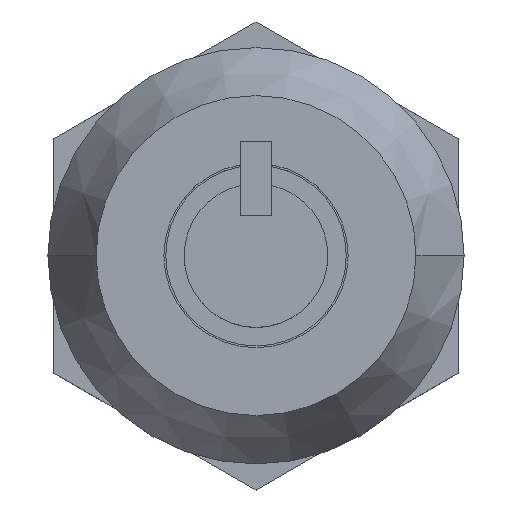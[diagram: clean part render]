
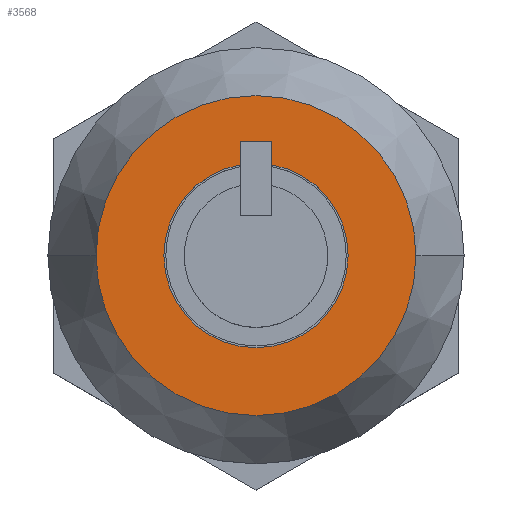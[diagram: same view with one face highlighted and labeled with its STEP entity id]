
A CAD part, top view. The second image highlights one B-rep face of the part: STEP entity #3568.
In plain terms, the highlighted planar face has unit normal (0, 0, 1).
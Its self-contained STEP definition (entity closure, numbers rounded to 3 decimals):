
#11 = CARTESIAN_POINT ( 'NONE',  ( 0.85, 5., 0. ) ) ;
#48 = DIRECTION ( 'NONE',  ( 0., 0., 1. ) ) ;
#146 = EDGE_CURVE ( 'NONE', #1495, #331, #5346, .T. ) ;
#308 = CARTESIAN_POINT ( 'NONE',  ( 8.685, 0., 0. ) ) ;
#331 = VERTEX_POINT ( 'NONE', #308 ) ;
#345 = CIRCLE ( 'NONE', #3655, 5. ) ;
#498 = CARTESIAN_POINT ( 'NONE',  ( 0.85, 6.2, 0. ) ) ;
#510 = VERTEX_POINT ( 'NONE', #498 ) ;
#629 = VERTEX_POINT ( 'NONE', #1190 ) ;
#783 = VERTEX_POINT ( 'NONE', #3003 ) ;
#853 = EDGE_CURVE ( 'NONE', #3705, #6734, #6612, .T. ) ;
#1046 = DIRECTION ( 'NONE',  ( 0., -1., 0. ) ) ;
#1100 = CARTESIAN_POINT ( 'NONE',  ( 0., 0., 0. ) ) ;
#1127 = DIRECTION ( 'NONE',  ( 1., 0., 0. ) ) ;
#1190 = CARTESIAN_POINT ( 'NONE',  ( 0.85, 4.927, 0. ) ) ;
#1198 = AXIS2_PLACEMENT_3D ( 'NONE', #3216, #48, #2694 ) ;
#1452 = EDGE_CURVE ( 'NONE', #510, #629, #6187, .T. ) ;
#1460 = AXIS2_PLACEMENT_3D ( 'NONE', #5375, #3768, #2236 ) ;
#1474 = LINE ( 'NONE', #3084, #2697 ) ;
#1495 = VERTEX_POINT ( 'NONE', #4660 ) ;
#1627 = DIRECTION ( 'NONE',  ( 0., 0., 1. ) ) ;
#1641 = DIRECTION ( 'NONE',  ( -1., 0., 0. ) ) ;
#1642 = VERTEX_POINT ( 'NONE', #5329 ) ;
#1704 = PLANE ( 'NONE',  #1460 ) ;
#1909 = ORIENTED_EDGE ( 'NONE', *, *, #2797, .F. ) ;
#1939 = CARTESIAN_POINT ( 'NONE',  ( 5., 0., 0. ) ) ;
#1953 = EDGE_CURVE ( 'NONE', #510, #1642, #1474, .T. ) ;
#2026 = DIRECTION ( 'NONE',  ( 0., -1., 0. ) ) ;
#2049 = EDGE_CURVE ( 'NONE', #331, #1495, #4016, .T. ) ;
#2135 = EDGE_LOOP ( 'NONE', ( #4532, #5686, #2299, #5766, #1909, #2540 ) ) ;
#2236 = DIRECTION ( 'NONE',  ( -1., 0., 0. ) ) ;
#2246 = DIRECTION ( 'NONE',  ( 0., 0., 1. ) ) ;
#2299 = ORIENTED_EDGE ( 'NONE', *, *, #1953, .F. ) ;
#2373 = CIRCLE ( 'NONE', #6409, 5. ) ;
#2540 = ORIENTED_EDGE ( 'NONE', *, *, #853, .F. ) ;
#2544 = EDGE_CURVE ( 'NONE', #783, #3705, #345, .T. ) ;
#2694 = DIRECTION ( 'NONE',  ( 1., 0., 0. ) ) ;
#2697 = VECTOR ( 'NONE', #1641, 1000. ) ;
#2797 = EDGE_CURVE ( 'NONE', #6734, #629, #2373, .T. ) ;
#3003 = CARTESIAN_POINT ( 'NONE',  ( -0.85, 4.927, 0. ) ) ;
#3084 = CARTESIAN_POINT ( 'NONE',  ( -0.85, 6.2, 0. ) ) ;
#3153 = CARTESIAN_POINT ( 'NONE',  ( -0.85, 0., 0. ) ) ;
#3216 = CARTESIAN_POINT ( 'NONE',  ( 0., 0., 0. ) ) ;
#3378 = AXIS2_PLACEMENT_3D ( 'NONE', #5146, #4183, #4626 ) ;
#3568 = ADVANCED_FACE ( 'NONE', ( #5828, #3681 ), #1704, .F. ) ;
#3640 = VECTOR ( 'NONE', #1046, 1000. ) ;
#3654 = EDGE_LOOP ( 'NONE', ( #6305, #5267 ) ) ;
#3655 = AXIS2_PLACEMENT_3D ( 'NONE', #6402, #1627, #1127 ) ;
#3681 = FACE_OUTER_BOUND ( 'NONE', #3654, .T. ) ;
#3705 = VERTEX_POINT ( 'NONE', #3916 ) ;
#3768 = DIRECTION ( 'NONE',  ( 0., 0., -1. ) ) ;
#3779 = DIRECTION ( 'NONE',  ( 1., 0., 0. ) ) ;
#3916 = CARTESIAN_POINT ( 'NONE',  ( -5., 0., 0. ) ) ;
#4016 = CIRCLE ( 'NONE', #5658, 8.685 ) ;
#4183 = DIRECTION ( 'NONE',  ( 0., 0., 1. ) ) ;
#4496 = CARTESIAN_POINT ( 'NONE',  ( 0., 0., 0. ) ) ;
#4532 = ORIENTED_EDGE ( 'NONE', *, *, #2544, .F. ) ;
#4626 = DIRECTION ( 'NONE',  ( 1., 0., 0. ) ) ;
#4660 = CARTESIAN_POINT ( 'NONE',  ( -8.685, 0., 0. ) ) ;
#5058 = LINE ( 'NONE', #3153, #3640 ) ;
#5146 = CARTESIAN_POINT ( 'NONE',  ( 0., 0., 0. ) ) ;
#5267 = ORIENTED_EDGE ( 'NONE', *, *, #2049, .T. ) ;
#5329 = CARTESIAN_POINT ( 'NONE',  ( -0.85, 6.2, 0. ) ) ;
#5346 = CIRCLE ( 'NONE', #1198, 8.685 ) ;
#5375 = CARTESIAN_POINT ( 'NONE',  ( 0., 5., 0. ) ) ;
#5459 = EDGE_CURVE ( 'NONE', #1642, #783, #5058, .T. ) ;
#5612 = DIRECTION ( 'NONE',  ( 0., 0., 1. ) ) ;
#5658 = AXIS2_PLACEMENT_3D ( 'NONE', #1100, #2246, #3779 ) ;
#5686 = ORIENTED_EDGE ( 'NONE', *, *, #5459, .F. ) ;
#5766 = ORIENTED_EDGE ( 'NONE', *, *, #1452, .T. ) ;
#5828 = FACE_BOUND ( 'NONE', #2135, .T. ) ;
#6094 = VECTOR ( 'NONE', #2026, 1000. ) ;
#6143 = DIRECTION ( 'NONE',  ( 1., 0., 0. ) ) ;
#6187 = LINE ( 'NONE', #11, #6094 ) ;
#6305 = ORIENTED_EDGE ( 'NONE', *, *, #146, .T. ) ;
#6402 = CARTESIAN_POINT ( 'NONE',  ( 0., 0., 0. ) ) ;
#6409 = AXIS2_PLACEMENT_3D ( 'NONE', #4496, #5612, #6143 ) ;
#6612 = CIRCLE ( 'NONE', #3378, 5. ) ;
#6734 = VERTEX_POINT ( 'NONE', #1939 ) ;
